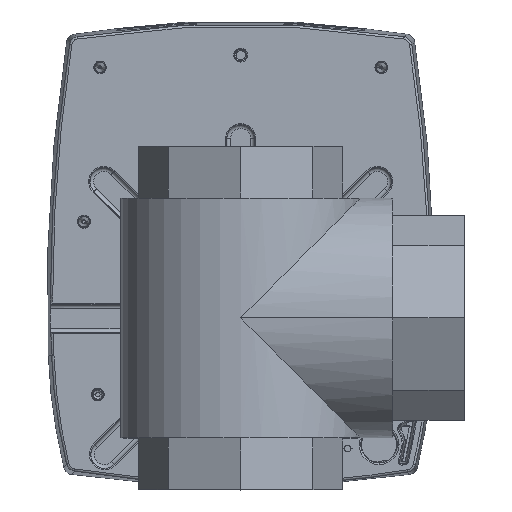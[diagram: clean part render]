
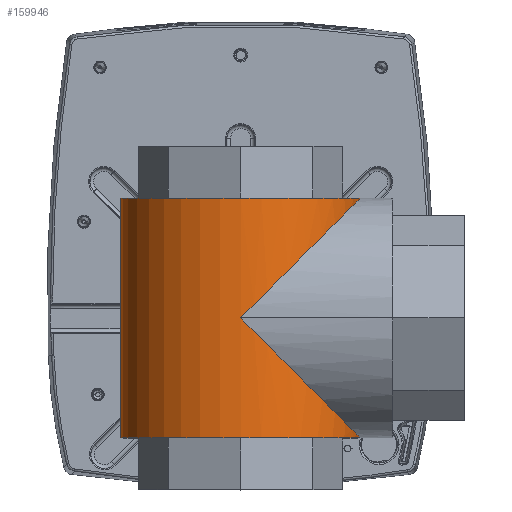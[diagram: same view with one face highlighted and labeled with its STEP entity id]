
A CAD part, top view. The second image highlights one B-rep face of the part: STEP entity #159946.
In plain terms, the highlighted cylindrical face has radius 26 mm (diameter 52 mm), a partial arc.
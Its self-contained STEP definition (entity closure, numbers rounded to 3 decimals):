
#158795=CARTESIAN_POINT('',(0.,0.,26.));
#158796=DIRECTION('',(0.,0.,-1.));
#158797=DIRECTION('',(1.,0.,0.));
#158798=AXIS2_PLACEMENT_3D('',#158795,#158796,#158797);
#158832=CARTESIAN_POINT('',(26.,0.,-26.));
#158888=DIRECTION('',(0.,0.,-1.));
#158889=VECTOR('',#158888,52.);
#158890=CARTESIAN_POINT('',(-26.,0.,26.));
#158891=LINE('',#158890,#158889);
#158892=CARTESIAN_POINT('',(26.,0.,-26.));
#158893=CARTESIAN_POINT('',(26.,-0.52,-26.));
#158894=CARTESIAN_POINT('',(25.969,-1.564,
-25.969));
#158895=CARTESIAN_POINT('',(25.827,-3.128,
-25.827));
#158896=CARTESIAN_POINT('',(25.589,-4.694,
-25.589));
#158897=CARTESIAN_POINT('',(25.252,-6.263,
-25.252));
#158898=CARTESIAN_POINT('',(24.81,-7.833,
-24.81));
#158899=CARTESIAN_POINT('',(24.259,-9.404,
-24.259));
#158900=CARTESIAN_POINT('',(23.592,-10.973,
-23.592));
#158901=CARTESIAN_POINT('',(22.805,-12.528,
-22.805));
#158902=CARTESIAN_POINT('',(21.896,-14.059,
-21.896));
#158903=CARTESIAN_POINT('',(20.852,-15.568,
-20.852));
#158904=CARTESIAN_POINT('',(19.661,-17.049,
-19.661));
#158905=CARTESIAN_POINT('',(18.309,-18.497,
-18.309));
#158906=CARTESIAN_POINT('',(16.802,-19.878,
-16.802));
#158907=CARTESIAN_POINT('',(15.142,-21.172,
-15.142));
#158908=CARTESIAN_POINT('',(13.327,-22.361,
-13.327));
#158909=CARTESIAN_POINT('',(11.366,-23.42,
-11.366));
#158910=CARTESIAN_POINT('',(9.272,-24.327,
-9.272));
#158911=CARTESIAN_POINT('',(7.062,-25.059,
-7.062));
#158912=CARTESIAN_POINT('',(4.76,-25.597,
-4.76));
#158913=CARTESIAN_POINT('',(2.395,-25.926,
-2.395));
#158914=CARTESIAN_POINT('',(0.801,-26.,-0.801));
#158915=CARTESIAN_POINT('',(0.,-26.,0.));
#158930=CARTESIAN_POINT('',(26.,0.,26.));
#158931=CARTESIAN_POINT('',(26.,-0.52,26.));
#158932=CARTESIAN_POINT('',(25.969,-1.564,
25.969));
#158933=CARTESIAN_POINT('',(25.827,-3.128,
25.827));
#158934=CARTESIAN_POINT('',(25.589,-4.694,
25.589));
#158935=CARTESIAN_POINT('',(25.252,-6.263,
25.252));
#158936=CARTESIAN_POINT('',(24.81,-7.833,
24.81));
#158937=CARTESIAN_POINT('',(24.259,-9.404,
24.259));
#158938=CARTESIAN_POINT('',(23.592,-10.973,
23.592));
#158939=CARTESIAN_POINT('',(22.805,-12.528,
22.805));
#158940=CARTESIAN_POINT('',(21.896,-14.059,
21.896));
#158941=CARTESIAN_POINT('',(20.852,-15.568,
20.852));
#158942=CARTESIAN_POINT('',(19.661,-17.049,
19.661));
#158943=CARTESIAN_POINT('',(18.309,-18.497,
18.309));
#158944=CARTESIAN_POINT('',(16.802,-19.878,
16.802));
#158945=CARTESIAN_POINT('',(15.142,-21.172,
15.142));
#158946=CARTESIAN_POINT('',(13.327,-22.361,
13.327));
#158947=CARTESIAN_POINT('',(11.366,-23.42,
11.366));
#158948=CARTESIAN_POINT('',(9.272,-24.327,
9.272));
#158949=CARTESIAN_POINT('',(7.062,-25.059,
7.062));
#158950=CARTESIAN_POINT('',(4.76,-25.597,
4.76));
#158951=CARTESIAN_POINT('',(2.395,-25.926,
2.395));
#158952=CARTESIAN_POINT('',(0.801,-26.,0.801));
#158953=CARTESIAN_POINT('',(0.,-26.,0.));
#158955=CARTESIAN_POINT('',(0.,0.,-26.));
#158956=DIRECTION('',(0.,0.,1.));
#158957=DIRECTION('',(-1.,0.,0.));
#158958=AXIS2_PLACEMENT_3D('',#158955,#158956,#158957);
#159620=CARTESIAN_POINT('',(-26.,0.,26.));
#159621=CARTESIAN_POINT('',(26.,0.,26.));
#159622=VERTEX_POINT('',#159620);
#159623=VERTEX_POINT('',#159621);
#159636=VERTEX_POINT('',#158832);
#159640=CARTESIAN_POINT('',(-26.,0.,-26.));
#159641=VERTEX_POINT('',#159640);
#159642=VERTEX_POINT('',#158915);
#159932=CARTESIAN_POINT('',(0.,0.,0.));
#159933=DIRECTION('',(0.,0.,1.));
#159934=DIRECTION('',(-1.,0.,0.));
#159935=AXIS2_PLACEMENT_3D('',#159932,#159933,#159934);
#159936=CYLINDRICAL_SURFACE('',#159935,26.);
#159938=ORIENTED_EDGE('',*,*,#159937,.F.);
#159939=ORIENTED_EDGE('',*,*,#159906,.F.);
#159940=ORIENTED_EDGE('',*,*,#159870,.F.);
#159942=ORIENTED_EDGE('',*,*,#159941,.T.);
#159943=ORIENTED_EDGE('',*,*,#159918,.F.);
#159944=EDGE_LOOP('',(#159938,#159939,#159940,#159942,#159943));
#159945=FACE_OUTER_BOUND('',#159944,.F.);
#159946=ADVANCED_FACE('',(#159945),#159936,.T.);
#158799=CIRCLE('',#158798,26.);
#158916=B_SPLINE_CURVE_WITH_KNOTS('',3,(#158892,#158893,#158894,#158895,#158896,
#158897,#158898,#158899,#158900,#158901,#158902,#158903,#158904,#158905,#158906,
#158907,#158908,#158909,#158910,#158911,#158912,#158913,#158914,#158915),
.UNSPECIFIED.,.F.,.F.,(4,1,1,1,1,1,1,1,1,1,1,1,1,1,1,1,1,1,1,1,1,4),(0.,
0.048,0.095,0.143,0.19,
0.238,0.286,0.333,0.381,
0.429,0.476,0.524,0.571,
0.619,0.667,0.714,0.762,
0.81,0.857,0.905,0.952,1.),
.UNSPECIFIED.);
#158954=B_SPLINE_CURVE_WITH_KNOTS('',3,(#158930,#158931,#158932,#158933,#158934,
#158935,#158936,#158937,#158938,#158939,#158940,#158941,#158942,#158943,#158944,
#158945,#158946,#158947,#158948,#158949,#158950,#158951,#158952,#158953),
.UNSPECIFIED.,.F.,.F.,(4,1,1,1,1,1,1,1,1,1,1,1,1,1,1,1,1,1,1,1,1,4),(0.,
0.048,0.095,0.143,0.19,
0.238,0.286,0.333,0.381,
0.429,0.476,0.524,0.571,
0.619,0.667,0.714,0.762,
0.81,0.857,0.905,0.952,1.),
.UNSPECIFIED.);
#158959=CIRCLE('',#158958,26.);
#159870=EDGE_CURVE('',#159623,#159622,#158799,.T.);
#159906=EDGE_CURVE('',#159622,#159641,#158891,.T.);
#159918=EDGE_CURVE('',#159636,#159642,#158916,.T.);
#159937=EDGE_CURVE('',#159641,#159636,#158959,.T.);
#159941=EDGE_CURVE('',#159623,#159642,#158954,.T.);
